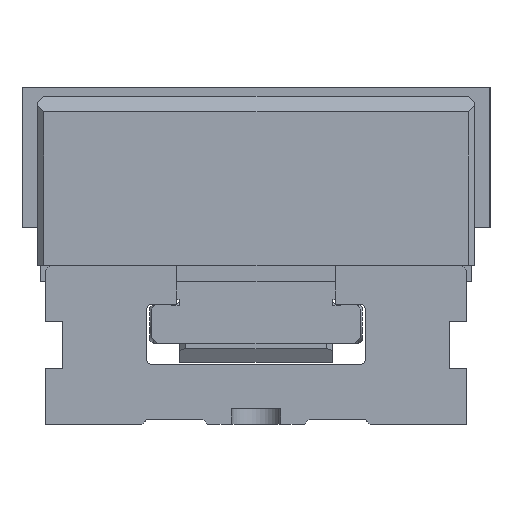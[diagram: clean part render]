
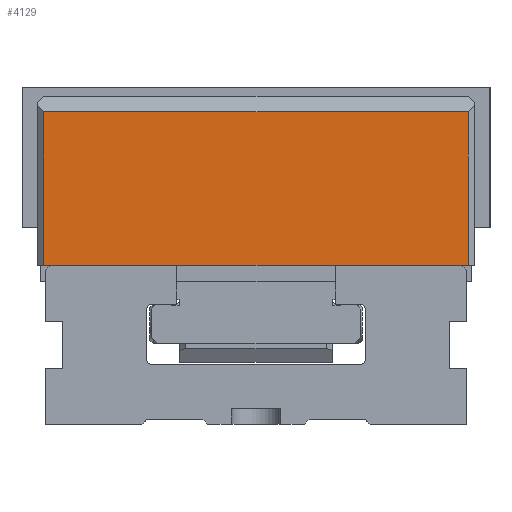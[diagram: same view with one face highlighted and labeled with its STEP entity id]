
A CAD part, left-side view. The second image highlights one B-rep face of the part: STEP entity #4129.
In plain terms, the highlighted planar face has unit normal (-1, 0, 0).
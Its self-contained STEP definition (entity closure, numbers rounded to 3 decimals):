
#4129=ADVANCED_FACE('',(#4738),#4449,.T.);
#4449=PLANE('',#10903);
#4738=FACE_OUTER_BOUND('',#5229,.T.);
#5229=EDGE_LOOP('',(#6477,#6478,#6479,#6480));
#6477=ORIENTED_EDGE('',*,*,#8675,.T.);
#6478=ORIENTED_EDGE('',*,*,#8676,.T.);
#6479=ORIENTED_EDGE('',*,*,#8660,.T.);
#6480=ORIENTED_EDGE('',*,*,#8677,.T.);
#7814=VERTEX_POINT('',#14766);
#7815=VERTEX_POINT('',#14767);
#7828=VERTEX_POINT('',#14797);
#7829=VERTEX_POINT('',#14798);
#8660=EDGE_CURVE('',#7814,#7815,#9468,.T.);
#8675=EDGE_CURVE('',#7828,#7829,#9479,.T.);
#8676=EDGE_CURVE('',#7829,#7814,#9480,.T.);
#8677=EDGE_CURVE('',#7815,#7828,#9481,.T.);
#9468=LINE('',#14765,#10154);
#9479=LINE('',#14796,#10165);
#9480=LINE('',#14799,#10166);
#9481=LINE('',#14800,#10167);
#10154=VECTOR('',#12288,1.);
#10165=VECTOR('',#12311,1.);
#10166=VECTOR('',#12312,1.);
#10167=VECTOR('',#12313,1.);
#10903=AXIS2_PLACEMENT_3D('',#14801,#12314,#12315);
#12288=DIRECTION('',(0.,-1.,0.));
#12311=DIRECTION('',(0.,1.,0.));
#12312=DIRECTION('',(0.,0.,-1.));
#12313=DIRECTION('',(0.,0.,1.));
#12314=DIRECTION('',(-1.,0.,0.));
#12315=DIRECTION('',(0.,0.,-1.));
#14765=CARTESIAN_POINT('',(-506.985,67.5,51.2));
#14766=CARTESIAN_POINT('',(-506.985,135.5,51.2));
#14767=CARTESIAN_POINT('',(-506.985,-0.5,51.2));
#14796=CARTESIAN_POINT('',(-506.985,67.5,100.4));
#14797=CARTESIAN_POINT('',(-506.985,-0.5,100.4));
#14798=CARTESIAN_POINT('',(-506.985,135.5,100.4));
#14799=CARTESIAN_POINT('',(-506.985,135.5,51.1));
#14800=CARTESIAN_POINT('',(-506.985,-0.5,51.1));
#14801=CARTESIAN_POINT('',(-506.985,67.5,51.1));
